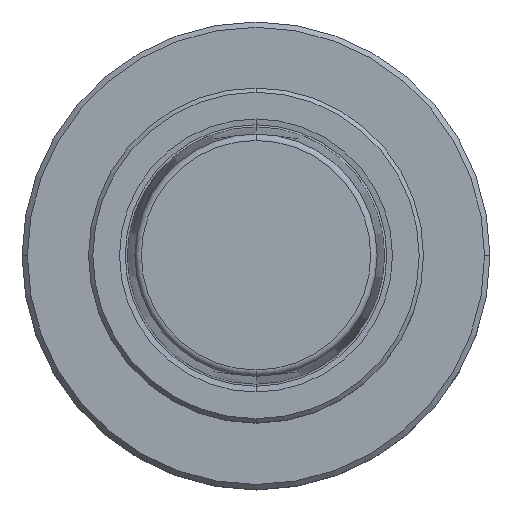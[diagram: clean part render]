
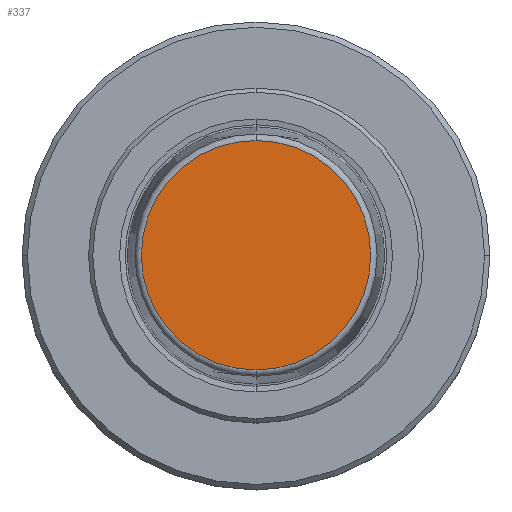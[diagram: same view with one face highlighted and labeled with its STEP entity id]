
A CAD part, top view. The second image highlights one B-rep face of the part: STEP entity #337.
In plain terms, the highlighted planar face has unit normal (0, 0, 1).
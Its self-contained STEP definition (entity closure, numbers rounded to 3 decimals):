
#147 = DIRECTION ( 'NONE',  ( 0., 0., -1. ) ) ;
#324 = ORIENTED_EDGE ( 'NONE', *, *, #679, .T. ) ;
#337 = ADVANCED_FACE ( 'NONE', ( #2155 ), #1809, .F. ) ;
#477 = CARTESIAN_POINT ( 'NONE',  ( 0., 21.581, 31.9 ) ) ;
#502 = VERTEX_POINT ( 'NONE', #477 ) ;
#679 = EDGE_CURVE ( 'NONE', #502, #2190, #709, .T. ) ;
#709 = CIRCLE ( 'NONE', #2093, 21.581 ) ;
#852 = CARTESIAN_POINT ( 'NONE',  ( 0., 0., 31.9 ) ) ;
#1124 = DIRECTION ( 'NONE',  ( 0., -1., 0. ) ) ;
#1176 = EDGE_CURVE ( 'NONE', #2190, #502, #3246, .T. ) ;
#1258 = CARTESIAN_POINT ( 'NONE',  ( 0., 21.581, 31.9 ) ) ;
#1291 = CARTESIAN_POINT ( 'NONE',  ( 0., 0., 31.9 ) ) ;
#1569 = DIRECTION ( 'NONE',  ( 0., -1., 0. ) ) ;
#1629 = AXIS2_PLACEMENT_3D ( 'NONE', #1291, #3213, #1569 ) ;
#1809 = PLANE ( 'NONE',  #1935 ) ;
#1935 = AXIS2_PLACEMENT_3D ( 'NONE', #1258, #147, #2083 ) ;
#1993 = ORIENTED_EDGE ( 'NONE', *, *, #1176, .T. ) ;
#2083 = DIRECTION ( 'NONE',  ( 0., 1., 0. ) ) ;
#2093 = AXIS2_PLACEMENT_3D ( 'NONE', #852, #2778, #1124 ) ;
#2116 = CARTESIAN_POINT ( 'NONE',  ( 0., -21.581, 31.9 ) ) ;
#2155 = FACE_OUTER_BOUND ( 'NONE', #3345, .T. ) ;
#2190 = VERTEX_POINT ( 'NONE', #2116 ) ;
#2778 = DIRECTION ( 'NONE',  ( 0., 0., 1. ) ) ;
#3213 = DIRECTION ( 'NONE',  ( 0., 0., 1. ) ) ;
#3246 = CIRCLE ( 'NONE', #1629, 21.581 ) ;
#3345 = EDGE_LOOP ( 'NONE', ( #1993, #324 ) ) ;
